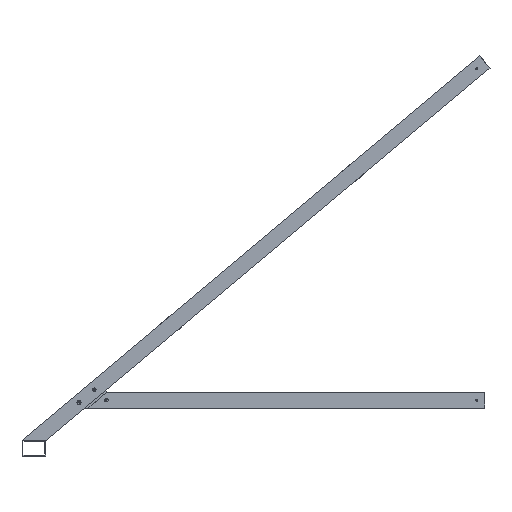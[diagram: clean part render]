
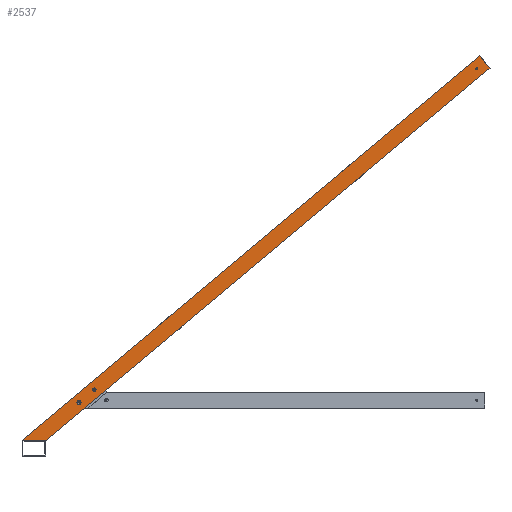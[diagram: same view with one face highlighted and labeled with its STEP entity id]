
A CAD part, left-side view. The second image highlights one B-rep face of the part: STEP entity #2537.
In plain terms, the highlighted face is planar.
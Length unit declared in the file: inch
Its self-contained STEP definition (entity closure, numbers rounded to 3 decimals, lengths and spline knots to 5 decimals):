
#229=LINE('',#4052,#455);
#237=LINE('',#4069,#463);
#245=LINE('',#4084,#471);
#247=LINE('',#4087,#473);
#455=VECTOR('',#3308,39.37008);
#463=VECTOR('',#3318,39.37008);
#471=VECTOR('',#3328,39.37008);
#473=VECTOR('',#3332,39.37008);
#658=PLANE('',#2955);
#755=FACE_BOUND('',#1011,.T.);
#756=FACE_BOUND('',#1012,.T.);
#757=FACE_BOUND('',#1013,.T.);
#844=FACE_OUTER_BOUND('',#1010,.T.);
#1010=EDGE_LOOP('',(#1963,#1964,#1965,#1966));
#1011=EDGE_LOOP('',(#1967));
#1012=EDGE_LOOP('',(#1968));
#1013=EDGE_LOOP('',(#1969));
#1185=CIRCLE('',#2937,0.133);
#1189=CIRCLE('',#2943,0.133);
#1192=CIRCLE('',#2948,0.1325);
#1295=VERTEX_POINT('',#4027);
#1299=VERTEX_POINT('',#4037);
#1302=VERTEX_POINT('',#4045);
#1304=VERTEX_POINT('',#4050);
#1305=VERTEX_POINT('',#4051);
#1312=VERTEX_POINT('',#4067);
#1313=VERTEX_POINT('',#4068);
#1543=EDGE_CURVE('',#1295,#1295,#1185,.T.);
#1547=EDGE_CURVE('',#1299,#1299,#1189,.T.);
#1550=EDGE_CURVE('',#1302,#1302,#1192,.T.);
#1552=EDGE_CURVE('',#1304,#1305,#229,.T.);
#1560=EDGE_CURVE('',#1312,#1313,#237,.T.);
#1568=EDGE_CURVE('',#1305,#1312,#245,.T.);
#1570=EDGE_CURVE('',#1313,#1304,#247,.T.);
#1963=ORIENTED_EDGE('',*,*,#1568,.T.);
#1964=ORIENTED_EDGE('',*,*,#1560,.T.);
#1965=ORIENTED_EDGE('',*,*,#1570,.T.);
#1966=ORIENTED_EDGE('',*,*,#1552,.T.);
#1967=ORIENTED_EDGE('',*,*,#1543,.F.);
#1968=ORIENTED_EDGE('',*,*,#1547,.F.);
#1969=ORIENTED_EDGE('',*,*,#1550,.T.);
#2537=ADVANCED_FACE('',(#844,#755,#756,#757),#658,.T.);
#2937=AXIS2_PLACEMENT_3D('',#4028,#3280,#3281);
#2943=AXIS2_PLACEMENT_3D('',#4038,#3292,#3293);
#2948=AXIS2_PLACEMENT_3D('',#4046,#3302,#3303);
#2955=AXIS2_PLACEMENT_3D('',#4090,#3336,#3337);
#3280=DIRECTION('center_axis',(0.,-1.,0.));
#3281=DIRECTION('ref_axis',(0.,0.,-1.));
#3292=DIRECTION('center_axis',(0.,-1.,0.));
#3293=DIRECTION('ref_axis',(0.,0.,-1.));
#3302=DIRECTION('center_axis',(0.,1.,0.));
#3303=DIRECTION('ref_axis',(0.,0.,-1.));
#3308=DIRECTION('',(-0.643,0.,0.766));
#3318=DIRECTION('',(1.,0.,0.));
#3328=DIRECTION('',(-0.766,0.,-0.643));
#3332=DIRECTION('',(0.766,0.,0.643));
#3336=DIRECTION('center_axis',(0.,-1.,0.));
#3337=DIRECTION('ref_axis',(1.,0.,0.));
#4027=CARTESIAN_POINT('',(5.54272,-8.5,5.56465));
#4028=CARTESIAN_POINT('Origin',(5.54272,-8.5,5.69765));
#4037=CARTESIAN_POINT('',(7.45783,-8.5,7.17162));
#4038=CARTESIAN_POINT('Origin',(7.45783,-8.5,7.30462));
#4045=CARTESIAN_POINT('',(55.48467,-8.5,47.73643));
#4046=CARTESIAN_POINT('Origin',(55.48467,-8.5,47.60393));
#4050=CARTESIAN_POINT('',(57.12746,-8.5,47.67698));
#4051=CARTESIAN_POINT('',(55.84189,-8.5,49.20907));
#4052=CARTESIAN_POINT('',(56.27809,-8.5,48.68923));
#4067=CARTESIAN_POINT('',(-1.61145,-8.5,1.));
#4068=CARTESIAN_POINT('',(1.5,-8.5,1.));
#4069=CARTESIAN_POINT('',(-1.00437,-8.5,1.));
#4084=CARTESIAN_POINT('',(10.94933,-8.5,11.53974));
#4087=CARTESIAN_POINT('',(14.19638,-8.5,11.65353));
#4090=CARTESIAN_POINT('Origin',(27.75801,-8.5,24.10454));
